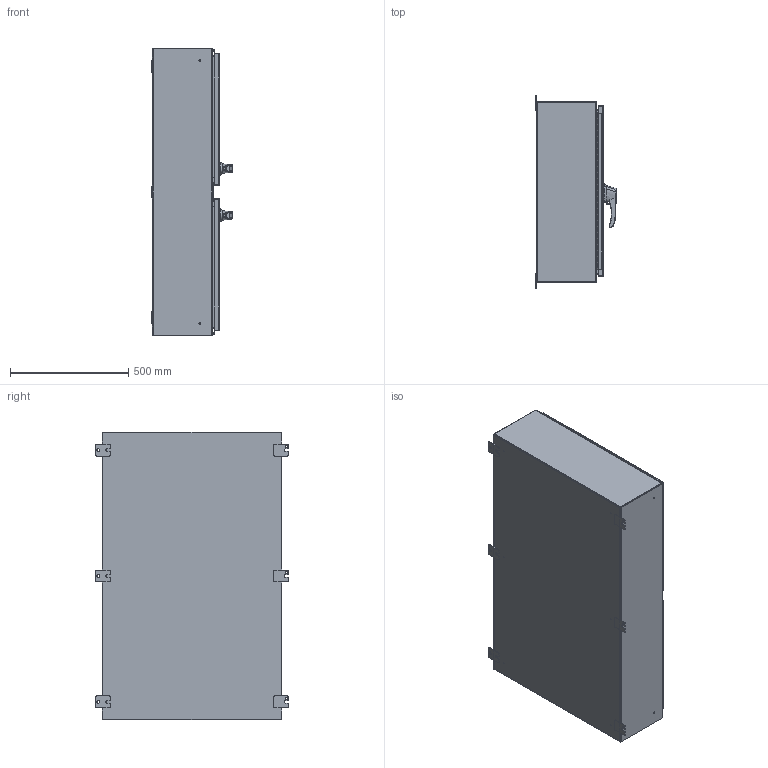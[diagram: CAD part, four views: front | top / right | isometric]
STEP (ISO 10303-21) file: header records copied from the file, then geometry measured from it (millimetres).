
FILE_DESCRIPTION (( 'STEP AP214' ), '1' );
FILE_NAME ('HN4WM304810S16.STEP', '2019-08-28T17:11:05', ( '' ), ( '' ), 'SwSTEP 2.0', 'SolidWorks 2018', '' );
FILE_SCHEMA (( 'AUTOMOTIVE_DESIGN' ));
Length unit declared in the file: inch
Products named in the file (1): HN4WM304810S16
Bounding box: 341 x 819.15 x 1219.2 mm (x, y, z)
Volume: 10856416.6 mm3; surface area: 8909311.5 mm2
Topology: 106 solids, 108 shells, 2796 faces, 7103 edges, 4570 vertices
Faces by surface type: plane 1313, cylinder 1203, bspline 148, cone 132
Entity records: 134010 total; most frequent: CARTESIAN_POINT 28826, ORIENTED_EDGE 14178, DIRECTION 13979, EDGE_CURVE 7089, AXIS2_PLACEMENT_3D 5043, VERTEX_POINT 4570, VECTOR 3893, LINE 3893
